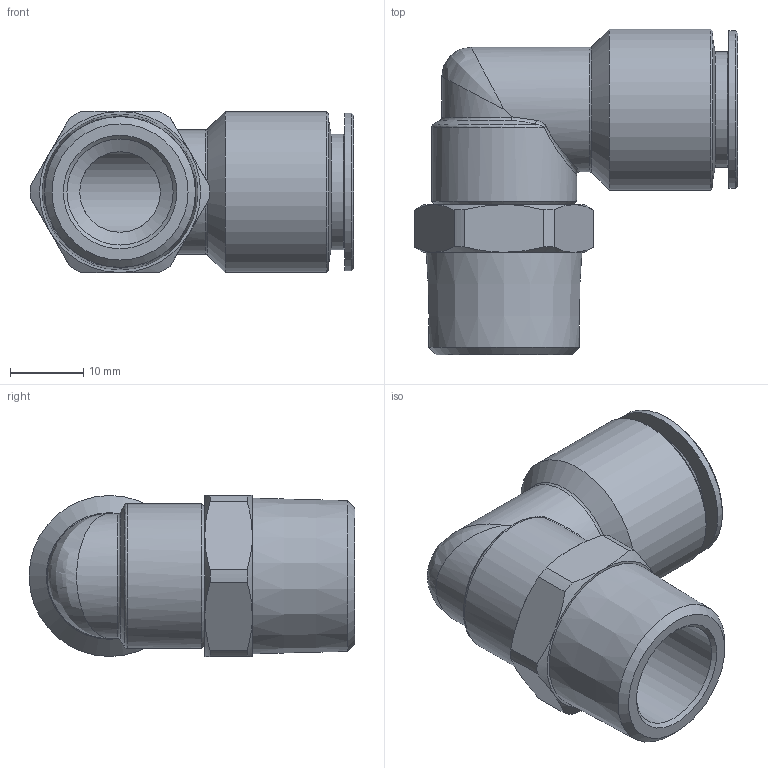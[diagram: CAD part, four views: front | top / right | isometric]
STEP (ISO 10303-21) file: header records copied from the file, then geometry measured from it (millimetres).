
FILE_DESCRIPTION( ( 'STEP AP214' ), '1' );
FILE_NAME( 'psolqas_18232_10.stp', '2020-12-01T17:09:37', ( 'License CC BY-ND 4.0' ), ( 'CADENAS' ), ' ', 'PARTsolutions', ' ' );
FILE_SCHEMA( ( 'AUTOMOTIVE_DESIGN { 1 0 10303 214 1 1 1 1 }' ) );
Length unit declared in the file: metre
Products named in the file (1): Taglia-Rivoluzione1
Bounding box: 44.15 x 44.5 x 22 mm (x, y, z)
Volume: 11539.9 mm3; surface area: 7812.9 mm2
Topology: 1 solids, 1 shells, 63 faces, 143 edges, 84 vertices
Faces by surface type: cone 25, cylinder 16, plane 13, bspline 6, torus 3
Full cylindrical faces by diameter (mm): 11 x1, 12 x1, 14.15 x1, 14.5 x1, 15.8 x1, 17 x1, 19.8 x1, 21.5 x1, 22 x1
Entity records: 2692 total; most frequent: CARTESIAN_POINT 961, DIRECTION 244, ORIENTED_EDGE 228, AXIS2_PLACEMENT_3D 116, EDGE_CURVE 114, EDGE_LOOP 91, VERTEX_POINT 79, FACE_OUTER_BOUND 73
